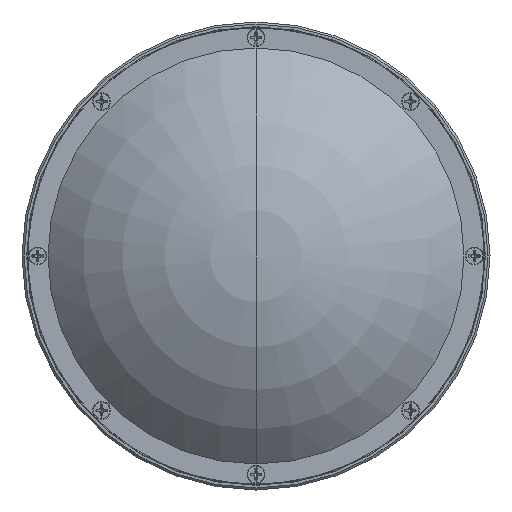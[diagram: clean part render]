
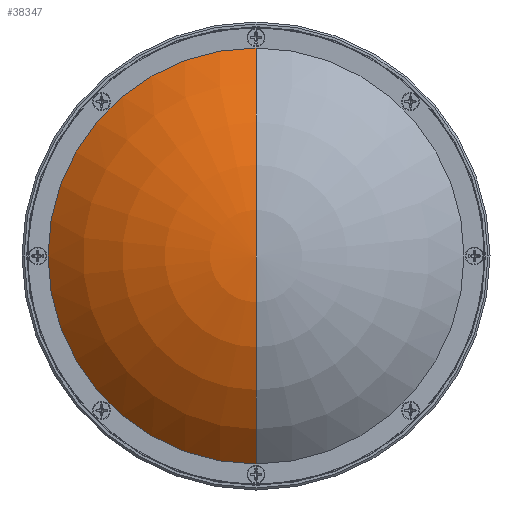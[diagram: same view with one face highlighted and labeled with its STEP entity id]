
A CAD part, left-side view. The second image highlights one B-rep face of the part: STEP entity #38347.
In plain terms, the highlighted toroidal (fillet/blend) face has major radius 1.735 mm and minor radius 68.282 mm.
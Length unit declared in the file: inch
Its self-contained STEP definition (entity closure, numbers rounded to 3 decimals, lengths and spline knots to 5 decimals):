
#539 = VERTEX_POINT ( 'NONE', #53737 ) ;
#1464 = CARTESIAN_POINT ( 'NONE',  ( -1.04569, 0.1471, 0.23683 ) ) ;
#1922 = CARTESIAN_POINT ( 'NONE',  ( -2.9153, 0.1471, 0.23683 ) ) ;
#3744 = VERTEX_POINT ( 'NONE', #52003 ) ;
#4148 = EDGE_LOOP ( 'NONE', ( #11197, #27577, #30129 ) ) ;
#6926 = CARTESIAN_POINT ( 'NONE',  ( -1.04569, 0.1471, 0.16852 ) ) ;
#8371 = VERTEX_POINT ( 'NONE', #17407 ) ;
#9856 = CIRCLE ( 'NONE', #19726, 2. ) ;
#11197 = ORIENTED_EDGE ( 'NONE', *, *, #23625, .F. ) ;
#11237 = DIRECTION ( 'NONE',  ( 1., 0., 0. ) ) ;
#12135 = EDGE_CURVE ( 'NONE', #3744, #539, #9856, .T. ) ;
#14160 = DIRECTION ( 'NONE',  ( 0., 0., -1. ) ) ;
#14942 = CIRCLE ( 'NONE', #54802, 2.68828 ) ;
#16653 = CIRCLE ( 'NONE', #40582, 2.68828 ) ;
#17407 = CARTESIAN_POINT ( 'NONE',  ( -3.7331, 0.1471, 0.23683 ) ) ;
#18418 = TOROIDAL_SURFACE ( 'NONE', #47132, 0.06832, 2.68828 ) ;
#19726 = AXIS2_PLACEMENT_3D ( 'NONE', #1922, #22976, #22410 ) ;
#22132 = CARTESIAN_POINT ( 'NONE',  ( -1.04569, 0.1471, 0.30515 ) ) ;
#22410 = DIRECTION ( 'NONE',  ( 0., -1., 0. ) ) ;
#22976 = DIRECTION ( 'NONE',  ( -1., 0., 0. ) ) ;
#23055 = DIRECTION ( 'NONE',  ( 1., 0., 0. ) ) ;
#23625 = EDGE_CURVE ( 'NONE', #8371, #539, #14942, .T. ) ;
#26041 = DIRECTION ( 'NONE',  ( -1., 0., 0. ) ) ;
#27577 = ORIENTED_EDGE ( 'NONE', *, *, #44361, .T. ) ;
#30127 = DIRECTION ( 'NONE',  ( 0., 1., 0. ) ) ;
#30129 = ORIENTED_EDGE ( 'NONE', *, *, #12135, .T. ) ;
#38347 = ADVANCED_FACE ( 'NONE', ( #41674 ), #18418, .T. ) ;
#40582 = AXIS2_PLACEMENT_3D ( 'NONE', #22132, #30127, #26041 ) ;
#41674 = FACE_OUTER_BOUND ( 'NONE', #4148, .T. ) ;
#44361 = EDGE_CURVE ( 'NONE', #8371, #3744, #16653, .T. ) ;
#47132 = AXIS2_PLACEMENT_3D ( 'NONE', #1464, #23055, #14160 ) ;
#52003 = CARTESIAN_POINT ( 'NONE',  ( -2.9153, 0.1471, 2.23683 ) ) ;
#53737 = CARTESIAN_POINT ( 'NONE',  ( -2.9153, 0.1471, -1.76317 ) ) ;
#53816 = DIRECTION ( 'NONE',  ( 0., -1., 0. ) ) ;
#54802 = AXIS2_PLACEMENT_3D ( 'NONE', #6926, #53816, #11237 ) ;
